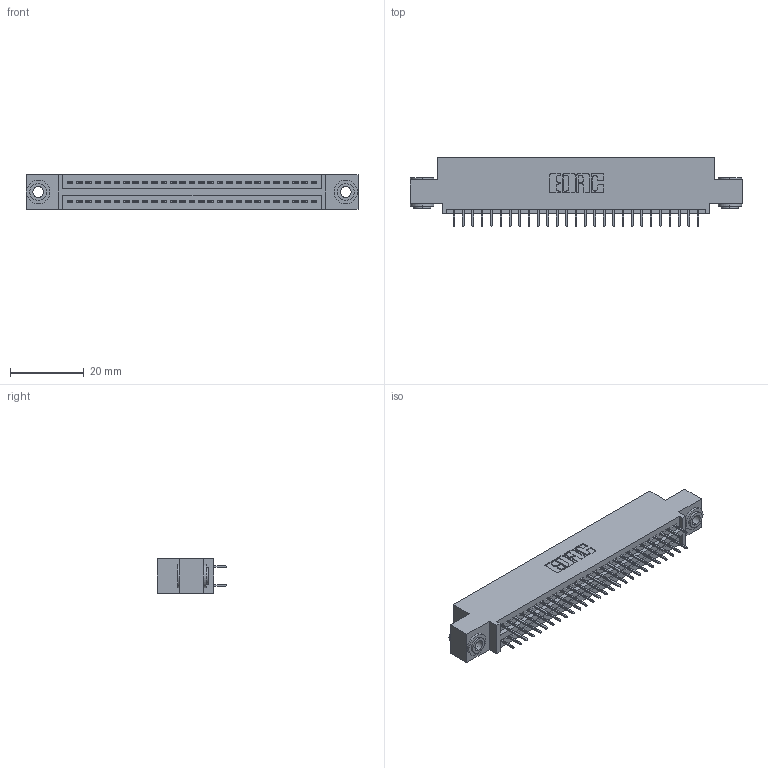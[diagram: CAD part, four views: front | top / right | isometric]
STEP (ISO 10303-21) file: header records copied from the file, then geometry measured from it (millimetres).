
FILE_DESCRIPTION (( 'STEP AP203' ), '1' );
FILE_NAME ('845-054-525-503.STEP', '2020-09-23T11:48:37', ( '' ), ( '' ), 'SwSTEP 2.0', 'SolidWorks 2020', '' );
FILE_SCHEMA (( 'CONFIG_CONTROL_DESIGN' ));
Length unit declared in the file: inch
Products named in the file (4): 345-292-001_345-293-125; 845 Part_0.110 Offset - 0.156 Dia-TH; 345-250-002_345-250-002-102; 845-054-525-503
Assembly tree (57 placements, depth 2):
  845-054-525-503
    845 Part_0.110 Offset - 0.156 Dia-TH
    345-292-001_345-293-125  x54
    345-250-002_345-250-002-102  x2
Bounding box: 89.79 x 18.72 x 9.4 mm (x, y, z)
Volume: 8440.1 mm3; surface area: 12215.3 mm2
Topology: 57 solids, 57 shells, 3084 faces, 8691 edges, 5574 vertices
Faces by surface type: plane 2200, cylinder 876, cone 8
Entity records: 24060 total; most frequent: CARTESIAN_POINT 4023, ORIENTED_EDGE 3950, DIRECTION 3597, EDGE_CURVE 1975, VECTOR 1715, LINE 1715, VERTEX_POINT 1310, AXIS2_PLACEMENT_3D 941
